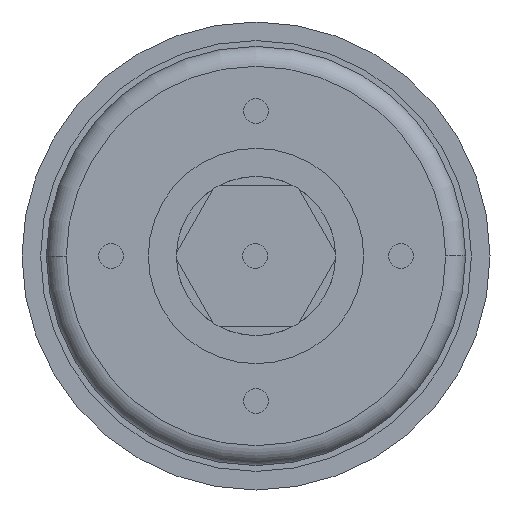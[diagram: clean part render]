
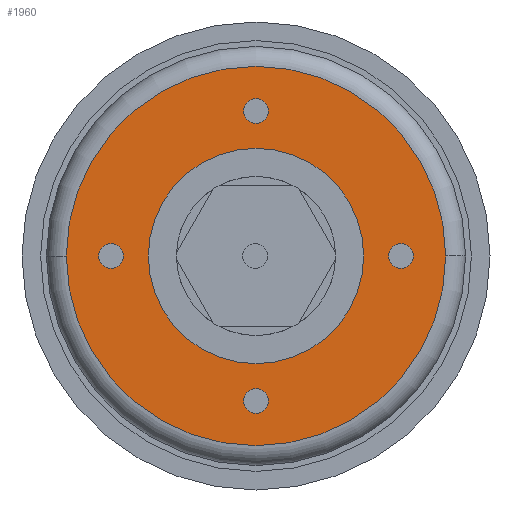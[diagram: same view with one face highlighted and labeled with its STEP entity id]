
A CAD part, front view. The second image highlights one B-rep face of the part: STEP entity #1960.
In plain terms, the highlighted planar face has unit normal (0, -1, 0).
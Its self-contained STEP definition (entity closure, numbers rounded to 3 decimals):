
#24 = DIRECTION ( 'NONE',  ( 0., -1., 0. ) ) ;
#52 = CARTESIAN_POINT ( 'NONE',  ( 13., -86.28, 0. ) ) ;
#126 = AXIS2_PLACEMENT_3D ( 'NONE', #2859, #4744, #167 ) ;
#167 = DIRECTION ( 'NONE',  ( 1., 0., 0. ) ) ;
#170 = DIRECTION ( 'NONE',  ( 0., -1., 0. ) ) ;
#231 = EDGE_CURVE ( 'NONE', #1140, #3159, #508, .T. ) ;
#290 = DIRECTION ( 'NONE',  ( 0., 1., 0. ) ) ;
#339 = ORIENTED_EDGE ( 'NONE', *, *, #2062, .F. ) ;
#368 = DIRECTION ( 'NONE',  ( 0., 1., 0. ) ) ;
#375 = CARTESIAN_POINT ( 'NONE',  ( 0., -86.28, -17.5 ) ) ;
#398 = CIRCLE ( 'NONE', #2527, 1.5 ) ;
#479 = EDGE_LOOP ( 'NONE', ( #1228, #755 ) ) ;
#495 = AXIS2_PLACEMENT_3D ( 'NONE', #3549, #2725, #4304 ) ;
#508 = CIRCLE ( 'NONE', #1672, 1.5 ) ;
#516 = ORIENTED_EDGE ( 'NONE', *, *, #4398, .F. ) ;
#550 = ORIENTED_EDGE ( 'NONE', *, *, #231, .F. ) ;
#633 = VERTEX_POINT ( 'NONE', #4948 ) ;
#647 = CARTESIAN_POINT ( 'NONE',  ( -22.9, -86.28, 0. ) ) ;
#755 = ORIENTED_EDGE ( 'NONE', *, *, #2260, .T. ) ;
#775 = DIRECTION ( 'NONE',  ( 1., 0., 0. ) ) ;
#786 = DIRECTION ( 'NONE',  ( -1., 0., 0. ) ) ;
#809 = DIRECTION ( 'NONE',  ( 1., 0., 0. ) ) ;
#867 = DIRECTION ( 'NONE',  ( 1., 0., 0. ) ) ;
#868 = VERTEX_POINT ( 'NONE', #647 ) ;
#883 = ORIENTED_EDGE ( 'NONE', *, *, #3315, .F. ) ;
#904 = CARTESIAN_POINT ( 'NONE',  ( -17.5, -86.28, 0. ) ) ;
#911 = AXIS2_PLACEMENT_3D ( 'NONE', #375, #24, #809 ) ;
#924 = VERTEX_POINT ( 'NONE', #4902 ) ;
#1054 = CIRCLE ( 'NONE', #2025, 22.9 ) ;
#1140 = VERTEX_POINT ( 'NONE', #3193 ) ;
#1174 = CARTESIAN_POINT ( 'NONE',  ( -1.5, -86.28, 17.5 ) ) ;
#1189 = CIRCLE ( 'NONE', #3307, 13. ) ;
#1194 = DIRECTION ( 'NONE',  ( 0., -1., 0. ) ) ;
#1207 = CARTESIAN_POINT ( 'NONE',  ( 17.5, -86.28, 0. ) ) ;
#1228 = ORIENTED_EDGE ( 'NONE', *, *, #4370, .T. ) ;
#1233 = DIRECTION ( 'NONE',  ( 1., 0., 0. ) ) ;
#1282 = EDGE_LOOP ( 'NONE', ( #3647, #1480 ) ) ;
#1303 = DIRECTION ( 'NONE',  ( 1., 0., 0. ) ) ;
#1326 = AXIS2_PLACEMENT_3D ( 'NONE', #4922, #4955, #775 ) ;
#1372 = CARTESIAN_POINT ( 'NONE',  ( 0., -86.28, 0. ) ) ;
#1480 = ORIENTED_EDGE ( 'NONE', *, *, #3526, .F. ) ;
#1485 = ORIENTED_EDGE ( 'NONE', *, *, #3101, .F. ) ;
#1534 = FACE_BOUND ( 'NONE', #1282, .T. ) ;
#1592 = VERTEX_POINT ( 'NONE', #3843 ) ;
#1672 = AXIS2_PLACEMENT_3D ( 'NONE', #1706, #2021, #3563 ) ;
#1706 = CARTESIAN_POINT ( 'NONE',  ( 0., -86.28, 17.5 ) ) ;
#1728 = CARTESIAN_POINT ( 'NONE',  ( 16., -86.28, 0. ) ) ;
#1733 = EDGE_LOOP ( 'NONE', ( #4630, #339 ) ) ;
#1739 = AXIS2_PLACEMENT_3D ( 'NONE', #3614, #4696, #1303 ) ;
#1773 = CARTESIAN_POINT ( 'NONE',  ( -16., -86.28, 0. ) ) ;
#1887 = CARTESIAN_POINT ( 'NONE',  ( 0., -86.28, 0. ) ) ;
#1902 = CARTESIAN_POINT ( 'NONE',  ( -1.5, -86.28, -17.5 ) ) ;
#1950 = VERTEX_POINT ( 'NONE', #1902 ) ;
#1960 = ADVANCED_FACE ( 'NONE', ( #2562, #1534, #3875, #2177, #4342, #3519 ), #4586, .T. ) ;
#2021 = DIRECTION ( 'NONE',  ( 0., -1., 0. ) ) ;
#2025 = AXIS2_PLACEMENT_3D ( 'NONE', #1887, #290, #2964 ) ;
#2062 = EDGE_CURVE ( 'NONE', #1950, #924, #3068, .T. ) ;
#2105 = CARTESIAN_POINT ( 'NONE',  ( 0., -86.28, 0. ) ) ;
#2123 = AXIS2_PLACEMENT_3D ( 'NONE', #2105, #3295, #2528 ) ;
#2162 = EDGE_LOOP ( 'NONE', ( #550, #4396 ) ) ;
#2177 = FACE_BOUND ( 'NONE', #4934, .T. ) ;
#2210 = DIRECTION ( 'NONE',  ( 0., -1., 0. ) ) ;
#2234 = CIRCLE ( 'NONE', #2123, 22.9 ) ;
#2260 = EDGE_CURVE ( 'NONE', #2918, #1592, #1189, .T. ) ;
#2321 = AXIS2_PLACEMENT_3D ( 'NONE', #3707, #2210, #4489 ) ;
#2403 = AXIS2_PLACEMENT_3D ( 'NONE', #1207, #1194, #1233 ) ;
#2527 = AXIS2_PLACEMENT_3D ( 'NONE', #904, #170, #867 ) ;
#2528 = DIRECTION ( 'NONE',  ( -1., 0., 0. ) ) ;
#2562 = FACE_BOUND ( 'NONE', #2162, .T. ) ;
#2593 = VERTEX_POINT ( 'NONE', #4824 ) ;
#2689 = CIRCLE ( 'NONE', #126, 1.5 ) ;
#2725 = DIRECTION ( 'NONE',  ( 0., -1., 0. ) ) ;
#2859 = CARTESIAN_POINT ( 'NONE',  ( 17.5, -86.28, 0. ) ) ;
#2896 = VERTEX_POINT ( 'NONE', #4642 ) ;
#2918 = VERTEX_POINT ( 'NONE', #52 ) ;
#2964 = DIRECTION ( 'NONE',  ( -1., 0., 0. ) ) ;
#3035 = CIRCLE ( 'NONE', #495, 1.5 ) ;
#3068 = CIRCLE ( 'NONE', #911, 1.5 ) ;
#3101 = EDGE_CURVE ( 'NONE', #2593, #3580, #3035, .T. ) ;
#3159 = VERTEX_POINT ( 'NONE', #1174 ) ;
#3193 = CARTESIAN_POINT ( 'NONE',  ( 1.5, -86.28, 17.5 ) ) ;
#3295 = DIRECTION ( 'NONE',  ( 0., 1., 0. ) ) ;
#3307 = AXIS2_PLACEMENT_3D ( 'NONE', #4559, #368, #786 ) ;
#3315 = EDGE_CURVE ( 'NONE', #868, #633, #1054, .T. ) ;
#3379 = CIRCLE ( 'NONE', #4869, 13. ) ;
#3392 = EDGE_LOOP ( 'NONE', ( #883, #516 ) ) ;
#3517 = CIRCLE ( 'NONE', #2403, 1.5 ) ;
#3519 = FACE_OUTER_BOUND ( 'NONE', #3392, .T. ) ;
#3526 = EDGE_CURVE ( 'NONE', #3562, #2896, #2689, .T. ) ;
#3549 = CARTESIAN_POINT ( 'NONE',  ( -17.5, -86.28, 0. ) ) ;
#3562 = VERTEX_POINT ( 'NONE', #1728 ) ;
#3563 = DIRECTION ( 'NONE',  ( 1., 0., 0. ) ) ;
#3580 = VERTEX_POINT ( 'NONE', #1773 ) ;
#3614 = CARTESIAN_POINT ( 'NONE',  ( 0., -86.28, 17.5 ) ) ;
#3647 = ORIENTED_EDGE ( 'NONE', *, *, #4638, .F. ) ;
#3707 = CARTESIAN_POINT ( 'NONE',  ( 0., -86.28, -17.5 ) ) ;
#3742 = ORIENTED_EDGE ( 'NONE', *, *, #4241, .F. ) ;
#3843 = CARTESIAN_POINT ( 'NONE',  ( -13., -86.28, 0. ) ) ;
#3875 = FACE_BOUND ( 'NONE', #1733, .T. ) ;
#3880 = EDGE_CURVE ( 'NONE', #3159, #1140, #4458, .T. ) ;
#4241 = EDGE_CURVE ( 'NONE', #3580, #2593, #398, .T. ) ;
#4304 = DIRECTION ( 'NONE',  ( 1., 0., 0. ) ) ;
#4342 = FACE_BOUND ( 'NONE', #479, .T. ) ;
#4370 = EDGE_CURVE ( 'NONE', #1592, #2918, #3379, .T. ) ;
#4396 = ORIENTED_EDGE ( 'NONE', *, *, #3880, .F. ) ;
#4398 = EDGE_CURVE ( 'NONE', #633, #868, #2234, .T. ) ;
#4419 = DIRECTION ( 'NONE',  ( 0., 1., 0. ) ) ;
#4436 = EDGE_CURVE ( 'NONE', #924, #1950, #4920, .T. ) ;
#4458 = CIRCLE ( 'NONE', #1739, 1.5 ) ;
#4489 = DIRECTION ( 'NONE',  ( 1., 0., 0. ) ) ;
#4559 = CARTESIAN_POINT ( 'NONE',  ( 0., -86.28, 0. ) ) ;
#4586 = PLANE ( 'NONE',  #1326 ) ;
#4630 = ORIENTED_EDGE ( 'NONE', *, *, #4436, .F. ) ;
#4638 = EDGE_CURVE ( 'NONE', #2896, #3562, #3517, .T. ) ;
#4642 = CARTESIAN_POINT ( 'NONE',  ( 19., -86.28, 0. ) ) ;
#4696 = DIRECTION ( 'NONE',  ( 0., -1., 0. ) ) ;
#4744 = DIRECTION ( 'NONE',  ( 0., -1., 0. ) ) ;
#4794 = DIRECTION ( 'NONE',  ( -1., 0., 0. ) ) ;
#4824 = CARTESIAN_POINT ( 'NONE',  ( -19., -86.28, 0. ) ) ;
#4869 = AXIS2_PLACEMENT_3D ( 'NONE', #1372, #4419, #4794 ) ;
#4902 = CARTESIAN_POINT ( 'NONE',  ( 1.5, -86.28, -17.5 ) ) ;
#4920 = CIRCLE ( 'NONE', #2321, 1.5 ) ;
#4922 = CARTESIAN_POINT ( 'NONE',  ( -22.9, -86.28, 0. ) ) ;
#4934 = EDGE_LOOP ( 'NONE', ( #3742, #1485 ) ) ;
#4948 = CARTESIAN_POINT ( 'NONE',  ( 22.9, -86.28, 0. ) ) ;
#4955 = DIRECTION ( 'NONE',  ( 0., -1., 0. ) ) ;
